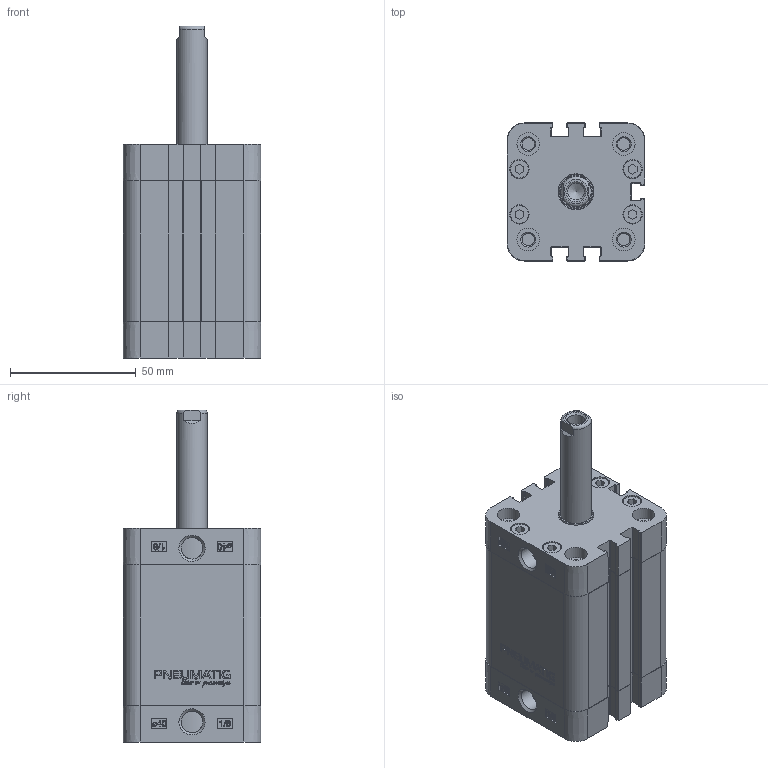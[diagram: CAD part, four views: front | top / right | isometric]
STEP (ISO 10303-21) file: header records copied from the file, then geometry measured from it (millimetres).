
FILE_DESCRIPTION(/* description */ (''),/* implementation_level */ '2;1');
FILE_NAME(/* name */ 'C-D-40-1000-R.stp',/* time_stamp */ '2016-02-04T13:22:03+01:00',/* author */ (''),/* organization */ (''),/* preprocessor_version */ 'ST-DEVELOPER v15.2',/* originating_system */ 'Autodesk Translator Framework v2.0.0.5431',/* authorisation */ '');
FILE_SCHEMA (('AUTOMOTIVE_DESIGN { 1 0 10303 214 3 1 1 }'));
Products named in the file (1): (Unsaved)
Bounding box: 54.8 x 54.8 x 132 mm (x, y, z)
Volume: 165714.4 mm3; surface area: 51841.6 mm2
Topology: 4 solids, 12 shells, 1506 faces, 4036 edges, 2645 vertices
Faces by surface type: bspline 729, plane 515, cylinder 187, torus 43, cone 32
Full cylindrical faces by diameter (mm): 4.917 x1, 5.2 x8, 6.647 x1, 7.5 x8, 7.7 x8, 8.566 x2, 9 x9, 12 x1, 12.54 x1, 13.7 x1, 14 x1, 16.5 x1, 40 x1
Entity records: 53175 total; most frequent: CARTESIAN_POINT 20614, ORIENTED_EDGE 7908, DIRECTION 4457, EDGE_CURVE 3934, VERTEX_POINT 2629, LINE 2003, VECTOR 2003, EDGE_LOOP 1701
